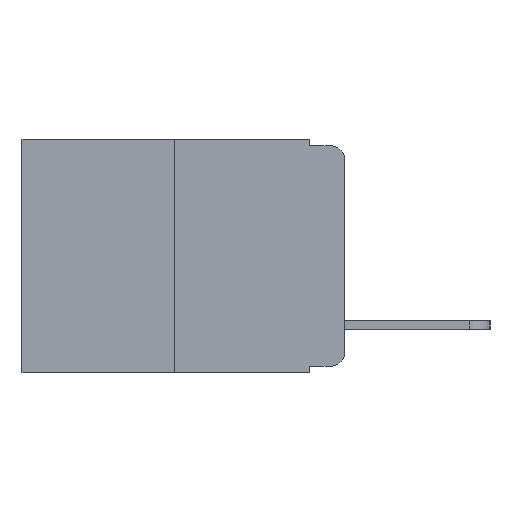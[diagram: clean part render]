
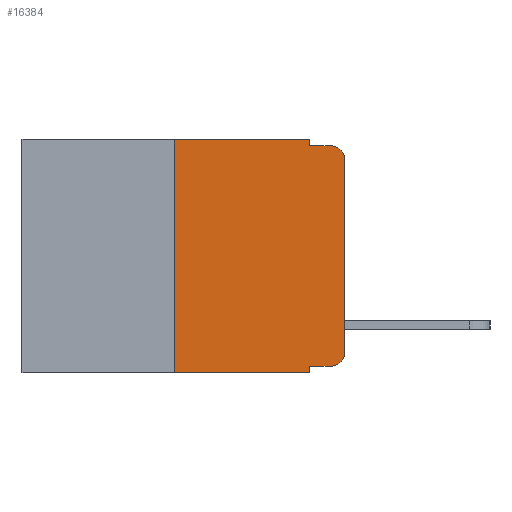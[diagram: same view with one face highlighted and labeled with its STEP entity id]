
A CAD part, left-side view. The second image highlights one B-rep face of the part: STEP entity #16384.
In plain terms, the highlighted planar face has unit normal (-1, 0, 0).
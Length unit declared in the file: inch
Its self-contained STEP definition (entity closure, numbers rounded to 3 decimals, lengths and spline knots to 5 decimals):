
#40 = VERTEX_POINT ( 'NONE', #810 ) ;
#65 = DIRECTION ( 'NONE',  ( 0., 0., -1. ) ) ;
#88 = CARTESIAN_POINT ( 'NONE',  ( 0., 0.051, 0. ) ) ;
#91 = CARTESIAN_POINT ( 'NONE',  ( 0., 0.25, -0.343 ) ) ;
#217 = CARTESIAN_POINT ( 'NONE',  ( 0., 0.051, -0.01 ) ) ;
#395 = VERTEX_POINT ( 'NONE', #91 ) ;
#661 = VERTEX_POINT ( 'NONE', #217 ) ;
#810 = CARTESIAN_POINT ( 'NONE',  ( 0., 0., -0.03 ) ) ;
#899 = EDGE_CURVE ( 'NONE', #1417, #40, #16737, .T. ) ;
#1417 = VERTEX_POINT ( 'NONE', #7316 ) ;
#1511 = VECTOR ( 'NONE', #65, 39.37008 ) ;
#1702 = VERTEX_POINT ( 'NONE', #6823 ) ;
#1719 = CARTESIAN_POINT ( 'NONE',  ( 0., 0.051, -0.333 ) ) ;
#1811 = CIRCLE ( 'NONE', #1921, 0.02 ) ;
#1921 = AXIS2_PLACEMENT_3D ( 'NONE', #8427, #8129, #8225 ) ;
#1925 = EDGE_CURVE ( 'NONE', #6891, #1702, #15926, .T. ) ;
#2577 = VECTOR ( 'NONE', #4355, 39.37008 ) ;
#3053 = CARTESIAN_POINT ( 'NONE',  ( 0., 0.25, 0. ) ) ;
#3486 = CARTESIAN_POINT ( 'NONE',  ( 0., 0.051, -0.333 ) ) ;
#3641 = DIRECTION ( 'NONE',  ( 0., -1., 0. ) ) ;
#3709 = LINE ( 'NONE', #10730, #7130 ) ;
#3983 = CARTESIAN_POINT ( 'NONE',  ( 0., 0.051, 0. ) ) ;
#4182 = VERTEX_POINT ( 'NONE', #11234 ) ;
#4355 = DIRECTION ( 'NONE',  ( 0., 0., -1. ) ) ;
#4754 = LINE ( 'NONE', #11065, #11599 ) ;
#5475 = VERTEX_POINT ( 'NONE', #13557 ) ;
#5774 = EDGE_CURVE ( 'NONE', #661, #14680, #4754, .T. ) ;
#5820 = VECTOR ( 'NONE', #3641, 39.37008 ) ;
#6273 = VECTOR ( 'NONE', #14055, 39.37008 ) ;
#6513 = AXIS2_PLACEMENT_3D ( 'NONE', #16379, #16416, #16398 ) ;
#6798 = FACE_OUTER_BOUND ( 'NONE', #9251, .T. ) ;
#6823 = CARTESIAN_POINT ( 'NONE',  ( 0., 0.051, -0.343 ) ) ;
#6891 = VERTEX_POINT ( 'NONE', #1719 ) ;
#7130 = VECTOR ( 'NONE', #10524, 39.37008 ) ;
#7316 = CARTESIAN_POINT ( 'NONE',  ( 0., 0., -0.313 ) ) ;
#7323 = EDGE_CURVE ( 'NONE', #395, #8252, #8865, .T. ) ;
#7356 = EDGE_CURVE ( 'NONE', #4182, #1417, #8433, .T. ) ;
#7771 = VECTOR ( 'NONE', #14342, 39.37008 ) ;
#8129 = DIRECTION ( 'NONE',  ( -1., 0., 0. ) ) ;
#8225 = DIRECTION ( 'NONE',  ( 0., 0., -1. ) ) ;
#8252 = VERTEX_POINT ( 'NONE', #3053 ) ;
#8427 = CARTESIAN_POINT ( 'NONE',  ( 0., 0.02, -0.03 ) ) ;
#8433 = CIRCLE ( 'NONE', #6513, 0.02 ) ;
#8865 = LINE ( 'NONE', #17390, #15752 ) ;
#9005 = CARTESIAN_POINT ( 'NONE',  ( 0., 0.02, -0.01 ) ) ;
#9211 = EDGE_CURVE ( 'NONE', #40, #14680, #1811, .T. ) ;
#9251 = EDGE_LOOP ( 'NONE', ( #15095, #15281, #16790, #16880, #17011, #17042, #17085, #17104, #17182, #17214 ) ) ;
#9436 = EDGE_CURVE ( 'NONE', #5475, #661, #13399, .T. ) ;
#9475 = EDGE_CURVE ( 'NONE', #6891, #4182, #9925, .T. ) ;
#9925 = LINE ( 'NONE', #3486, #5820 ) ;
#10524 = DIRECTION ( 'NONE',  ( 0., -1., 0. ) ) ;
#10730 = CARTESIAN_POINT ( 'NONE',  ( 0., 0.473, 0. ) ) ;
#10824 = AXIS2_PLACEMENT_3D ( 'NONE', #13002, #12996, #12944 ) ;
#10968 = DIRECTION ( 'NONE',  ( 0., -1., 0. ) ) ;
#11065 = CARTESIAN_POINT ( 'NONE',  ( 0., 0.051, -0.01 ) ) ;
#11234 = CARTESIAN_POINT ( 'NONE',  ( 0., 0.02, -0.333 ) ) ;
#11599 = VECTOR ( 'NONE', #10968, 39.37008 ) ;
#12887 = CARTESIAN_POINT ( 'NONE',  ( 0., 0.473, -0.343 ) ) ;
#12944 = DIRECTION ( 'NONE',  ( 0., 0., -1. ) ) ;
#12996 = DIRECTION ( 'NONE',  ( 1., 0., 0. ) ) ;
#13002 = CARTESIAN_POINT ( 'NONE',  ( 0., 0.473, 0. ) ) ;
#13063 = PLANE ( 'NONE',  #10824 ) ;
#13399 = LINE ( 'NONE', #3983, #2577 ) ;
#13557 = CARTESIAN_POINT ( 'NONE',  ( 0., 0.051, 0. ) ) ;
#14007 = CARTESIAN_POINT ( 'NONE',  ( 0., 0., 0. ) ) ;
#14055 = DIRECTION ( 'NONE',  ( 0., 0., 1. ) ) ;
#14342 = DIRECTION ( 'NONE',  ( 0., -1., 0. ) ) ;
#14680 = VERTEX_POINT ( 'NONE', #9005 ) ;
#14742 = LINE ( 'NONE', #12887, #7771 ) ;
#15095 = ORIENTED_EDGE ( 'NONE', *, *, #899, .T. ) ;
#15281 = ORIENTED_EDGE ( 'NONE', *, *, #9211, .T. ) ;
#15752 = VECTOR ( 'NONE', #17990, 39.37008 ) ;
#15869 = EDGE_CURVE ( 'NONE', #8252, #5475, #3709, .T. ) ;
#15926 = LINE ( 'NONE', #88, #1511 ) ;
#16379 = CARTESIAN_POINT ( 'NONE',  ( 0., 0.02, -0.313 ) ) ;
#16384 = ADVANCED_FACE ( 'NONE', ( #6798 ), #13063, .F. ) ;
#16398 = DIRECTION ( 'NONE',  ( 0., 0., -1. ) ) ;
#16416 = DIRECTION ( 'NONE',  ( -1., 0., 0. ) ) ;
#16737 = LINE ( 'NONE', #14007, #6273 ) ;
#16790 = ORIENTED_EDGE ( 'NONE', *, *, #5774, .F. ) ;
#16880 = ORIENTED_EDGE ( 'NONE', *, *, #9436, .F. ) ;
#17011 = ORIENTED_EDGE ( 'NONE', *, *, #15869, .F. ) ;
#17042 = ORIENTED_EDGE ( 'NONE', *, *, #7323, .F. ) ;
#17085 = ORIENTED_EDGE ( 'NONE', *, *, #18152, .T. ) ;
#17104 = ORIENTED_EDGE ( 'NONE', *, *, #1925, .F. ) ;
#17182 = ORIENTED_EDGE ( 'NONE', *, *, #9475, .T. ) ;
#17214 = ORIENTED_EDGE ( 'NONE', *, *, #7356, .T. ) ;
#17390 = CARTESIAN_POINT ( 'NONE',  ( 0., 0.25, 0. ) ) ;
#17990 = DIRECTION ( 'NONE',  ( 0., 0., 1. ) ) ;
#18152 = EDGE_CURVE ( 'NONE', #395, #1702, #14742, .T. ) ;
